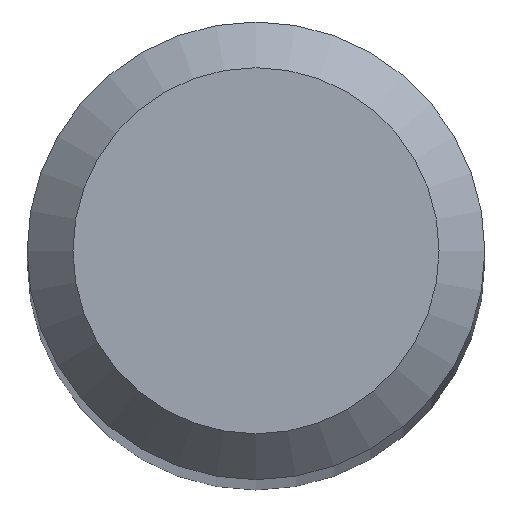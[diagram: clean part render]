
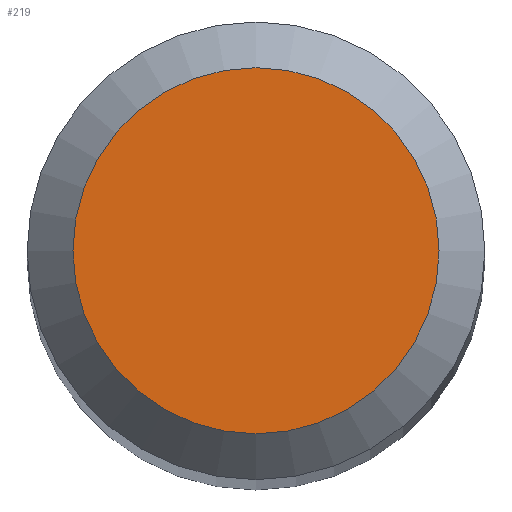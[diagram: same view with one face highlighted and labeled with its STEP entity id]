
A CAD part, top view. The second image highlights one B-rep face of the part: STEP entity #219.
In plain terms, the highlighted planar face has unit normal (0, 0, 1).
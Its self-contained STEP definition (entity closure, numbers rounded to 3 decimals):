
#4 = ORIENTED_EDGE ( 'NONE', *, *, #85, .F. ) ;
#9 = CARTESIAN_POINT ( 'NONE',  ( 0., 0., 38. ) ) ;
#24 = DIRECTION ( 'NONE',  ( 0., 0., -1. ) ) ;
#25 = PLANE ( 'NONE',  #193 ) ;
#85 = EDGE_CURVE ( 'NONE', #177, #177, #87, .T. ) ;
#87 = CIRCLE ( 'NONE', #127, 0.8 ) ;
#114 = FACE_OUTER_BOUND ( 'NONE', #195, .T. ) ;
#127 = AXIS2_PLACEMENT_3D ( 'NONE', #9, #24, #215 ) ;
#142 = DIRECTION ( 'NONE',  ( 0., 0., -1. ) ) ;
#161 = DIRECTION ( 'NONE',  ( 0., 1., 0. ) ) ;
#165 = CARTESIAN_POINT ( 'NONE',  ( 0., 0., 38. ) ) ;
#177 = VERTEX_POINT ( 'NONE', #178 ) ;
#178 = CARTESIAN_POINT ( 'NONE',  ( 0., 0.8, 38. ) ) ;
#193 = AXIS2_PLACEMENT_3D ( 'NONE', #165, #142, #161 ) ;
#195 = EDGE_LOOP ( 'NONE', ( #4 ) ) ;
#215 = DIRECTION ( 'NONE',  ( 0., 1., 0. ) ) ;
#219 = ADVANCED_FACE ( 'NONE', ( #114 ), #25, .F. ) ;
